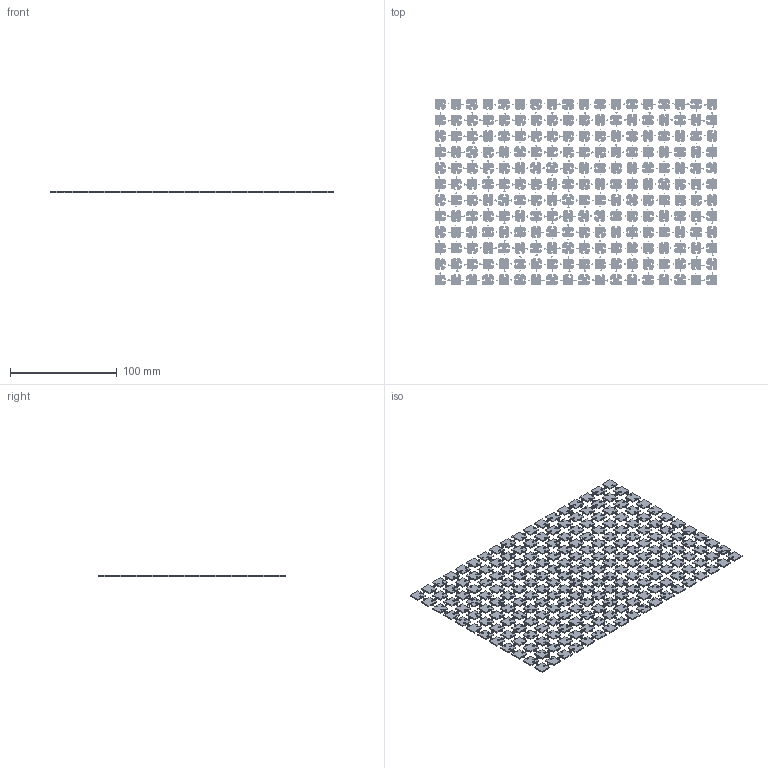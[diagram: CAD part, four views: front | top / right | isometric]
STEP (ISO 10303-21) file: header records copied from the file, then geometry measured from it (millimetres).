
FILE_DESCRIPTION(('HOOPS Exchange Step'),'2;1');
FILE_NAME('temp_export','2024-08-09T16:51:23+08:00',('sharma21'),('Shapr3D Limited'),'HOOPS Exchange 2024.2','Shapr3D','Authorized');
FILE_SCHEMA( ('AP242_MANAGED_MODEL_BASED_3D_ENGINEERING_MIM_LF {1 0 10303 442 1 1 4 }') );
Length unit declared in the file: millimetre
Products named in the file (1): root
Bounding box: 265 x 175 x 1 mm (x, y, z)
Volume: 21802.2 mm3; surface area: 56139.7 mm2
Topology: 216 solids, 216 shells, 1296 faces, 2592 edges, 1728 vertices
Faces by surface type: bspline 804, plane 492
Entity records: 46993 total; most frequent: CARTESIAN_POINT 25582, ORIENTED_EDGE 5184, EDGE_CURVE 2592, DIRECTION 1972, VERTEX_POINT 1728, B_SPLINE_CURVE_WITH_KNOTS 1608, EDGE_LOOP 1296, FACE_BOUND 1296
